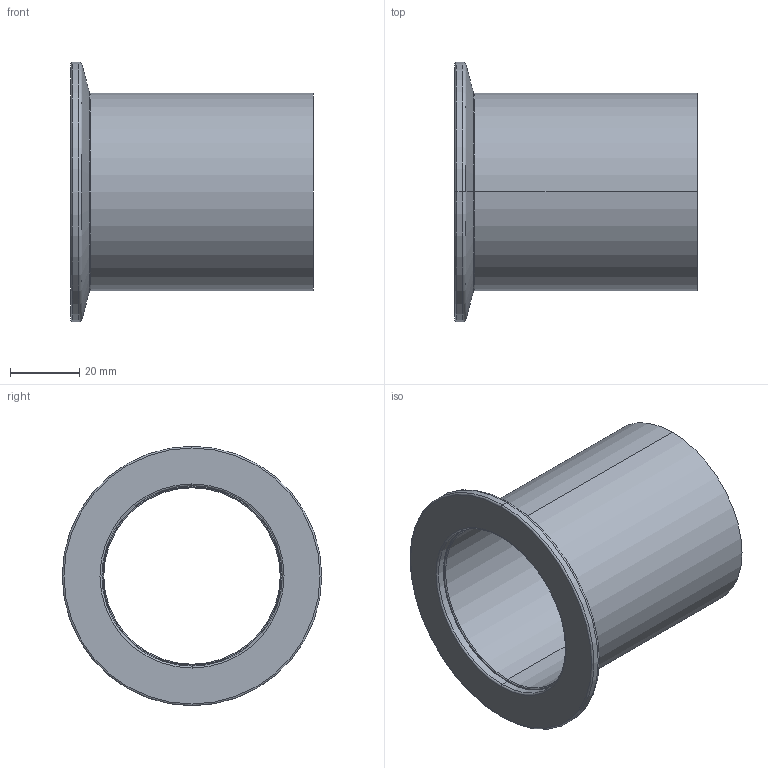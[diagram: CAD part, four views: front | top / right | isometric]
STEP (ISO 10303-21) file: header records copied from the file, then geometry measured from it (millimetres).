
FILE_DESCRIPTION (( 'STEP AP203' ), '1' );
FILE_NAME ('150606AJ3.STEP', '2019-01-30T03:49:54', ( '' ), ( '' ), 'SwSTEP 2.0', 'SolidWorks 2018', '' );
FILE_SCHEMA (( 'CONFIG_CONTROL_DESIGN' ));
Length unit declared in the file: millimetre
Products named in the file (1): 150606AJ3
Bounding box: 70 x 75 x 75 mm (x, y, z)
Volume: 43082.7 mm3; surface area: 28133.6 mm2
Topology: 1 solids, 1 shells, 23 faces, 46 edges, 26 vertices
Faces by surface type: torus 10, cylinder 8, plane 3, cone 2
Entity records: 685 total; most frequent: DIRECTION 130, CARTESIAN_POINT 96, ORIENTED_EDGE 92, AXIS2_PLACEMENT_3D 60, EDGE_CURVE 46, CIRCLE 36, EDGE_LOOP 26, VERTEX_POINT 26
